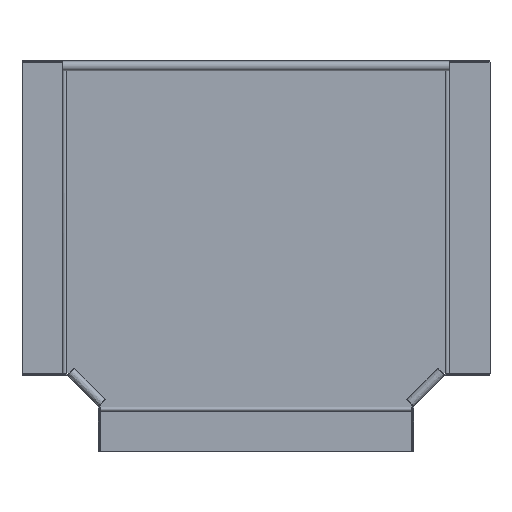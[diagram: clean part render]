
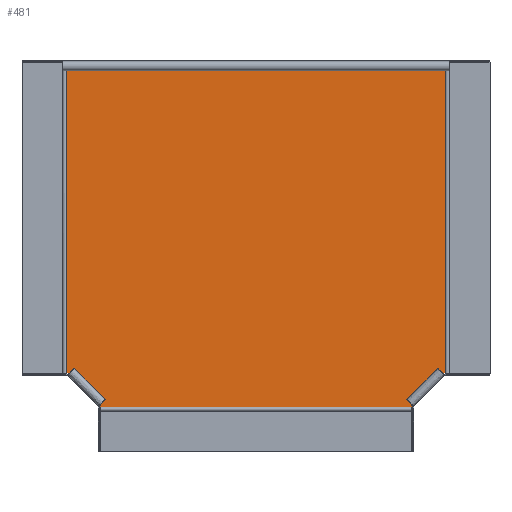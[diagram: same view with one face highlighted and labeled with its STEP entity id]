
A CAD part, top view. The second image highlights one B-rep face of the part: STEP entity #481.
In plain terms, the highlighted planar face has unit normal (0, 0, 1).
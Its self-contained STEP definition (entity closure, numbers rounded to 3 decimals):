
#481=ADVANCED_FACE('',(#939),#7304,.T.);
#939=FACE_OUTER_BOUND('',#1417,.T.);
#1417=EDGE_LOOP('',(#3658,#3659,#3660,#3661,#3662,#3663,#3664,#3665,#3666,
#3667));
#3658=ORIENTED_EDGE('',*,*,#4914,.F.);
#3659=ORIENTED_EDGE('',*,*,#4931,.T.);
#3660=ORIENTED_EDGE('',*,*,#4938,.F.);
#3661=ORIENTED_EDGE('',*,*,#4973,.F.);
#3662=ORIENTED_EDGE('',*,*,#4937,.F.);
#3663=ORIENTED_EDGE('',*,*,#4936,.F.);
#3664=ORIENTED_EDGE('',*,*,#4935,.F.);
#3665=ORIENTED_EDGE('',*,*,#4934,.F.);
#3666=ORIENTED_EDGE('',*,*,#4933,.F.);
#3667=ORIENTED_EDGE('',*,*,#4903,.F.);
#4903=EDGE_CURVE('',#6881,#6880,#5956,.T.);
#4914=EDGE_CURVE('',#6894,#6881,#5967,.T.);
#4931=EDGE_CURVE('',#6894,#6905,#5979,.T.);
#4933=EDGE_CURVE('',#6880,#6906,#5980,.T.);
#4934=EDGE_CURVE('',#6906,#6907,#5981,.T.);
#4935=EDGE_CURVE('',#6907,#6908,#5982,.T.);
#4936=EDGE_CURVE('',#6908,#6909,#5983,.T.);
#4937=EDGE_CURVE('',#6909,#6910,#5984,.T.);
#4938=EDGE_CURVE('',#6911,#6905,#5985,.T.);
#4973=EDGE_CURVE('',#6910,#6911,#6008,.T.);
#5956=B_SPLINE_CURVE_WITH_KNOTS('',1,(#18360,#18361),.UNSPECIFIED.,.F.,
 .F.,(2,2),(-58.053,0.),.UNSPECIFIED.);
#5967=B_SPLINE_CURVE_WITH_KNOTS('',1,(#18382,#18383),.UNSPECIFIED.,.F.,
 .F.,(2,2),(0.,1.972),.UNSPECIFIED.);
#5979=B_SPLINE_CURVE_WITH_KNOTS('',1,(#18425,#18426),.UNSPECIFIED.,.F.,
 .F.,(2,2),(-398.5,0.),.UNSPECIFIED.);
#5980=B_SPLINE_CURVE_WITH_KNOTS('',1,(#18430,#18431),.UNSPECIFIED.,.F.,
 .F.,(2,2),(0.,1.972),.UNSPECIFIED.);
#5981=B_SPLINE_CURVE_WITH_KNOTS('',1,(#18432,#18433),.UNSPECIFIED.,.F.,
 .F.,(2,2),(0.,398.5),.UNSPECIFIED.);
#5982=B_SPLINE_CURVE_WITH_KNOTS('',1,(#18434,#18435),.UNSPECIFIED.,.F.,
 .F.,(2,2),(-484.543,0.),.UNSPECIFIED.);
#5983=B_SPLINE_CURVE_WITH_KNOTS('',1,(#18436,#18437),.UNSPECIFIED.,.F.,
 .F.,(2,2),(0.,398.5),.UNSPECIFIED.);
#5984=B_SPLINE_CURVE_WITH_KNOTS('',1,(#18438,#18439),.UNSPECIFIED.,.F.,
 .F.,(2,2),(0.,1.972),.UNSPECIFIED.);
#5985=B_SPLINE_CURVE_WITH_KNOTS('',1,(#18440,#18441),.UNSPECIFIED.,.F.,
 .F.,(2,2),(0.,1.972),.UNSPECIFIED.);
#6008=B_SPLINE_CURVE_WITH_KNOTS('',1,(#18538,#18539),.UNSPECIFIED.,.F.,
 .F.,(2,2),(-58.053,0.),.UNSPECIFIED.);
#6880=VERTEX_POINT('',#18288);
#6881=VERTEX_POINT('',#18289);
#6894=VERTEX_POINT('',#18302);
#6905=VERTEX_POINT('',#18313);
#6906=VERTEX_POINT('',#18314);
#6907=VERTEX_POINT('',#18315);
#6908=VERTEX_POINT('',#18316);
#6909=VERTEX_POINT('',#18317);
#6910=VERTEX_POINT('',#18318);
#6911=VERTEX_POINT('',#18319);
#7304=PLANE('',#7719);
#7719=AXIS2_PLACEMENT_3D('',#18004,#8010,$);
#8010=DIRECTION('',(0.,0.,1.));
#18004=CARTESIAN_POINT('',(291.661,12.241,1.25));
#18288=CARTESIAN_POINT('',(-240.3,100.35,1.25));
#18289=CARTESIAN_POINT('',(-199.25,59.3,1.25));
#18302=CARTESIAN_POINT('',(-199.25,57.328,1.25));
#18313=CARTESIAN_POINT('',(199.25,57.328,1.25));
#18314=CARTESIAN_POINT('',(-242.272,100.35,1.25));
#18315=CARTESIAN_POINT('',(-242.272,498.85,1.25));
#18316=CARTESIAN_POINT('',(242.272,498.85,1.25));
#18317=CARTESIAN_POINT('',(242.272,100.35,1.25));
#18318=CARTESIAN_POINT('',(240.3,100.35,1.25));
#18319=CARTESIAN_POINT('',(199.25,59.3,1.25));
#18360=CARTESIAN_POINT('',(-199.25,59.3,1.25));
#18361=CARTESIAN_POINT('',(-240.3,100.35,1.25));
#18382=CARTESIAN_POINT('',(-199.25,57.328,1.25));
#18383=CARTESIAN_POINT('',(-199.25,59.3,1.25));
#18425=CARTESIAN_POINT('',(-199.25,57.328,1.25));
#18426=CARTESIAN_POINT('',(199.25,57.328,1.25));
#18430=CARTESIAN_POINT('',(-240.3,100.35,1.25));
#18431=CARTESIAN_POINT('',(-242.272,100.35,1.25));
#18432=CARTESIAN_POINT('',(-242.272,100.35,1.25));
#18433=CARTESIAN_POINT('',(-242.272,498.85,1.25));
#18434=CARTESIAN_POINT('',(-242.272,498.85,1.25));
#18435=CARTESIAN_POINT('',(242.272,498.85,1.25));
#18436=CARTESIAN_POINT('',(242.272,498.85,1.25));
#18437=CARTESIAN_POINT('',(242.272,100.35,1.25));
#18438=CARTESIAN_POINT('',(242.272,100.35,1.25));
#18439=CARTESIAN_POINT('',(240.3,100.35,1.25));
#18440=CARTESIAN_POINT('',(199.25,59.3,1.25));
#18441=CARTESIAN_POINT('',(199.25,57.328,1.25));
#18538=CARTESIAN_POINT('',(240.3,100.35,1.25));
#18539=CARTESIAN_POINT('',(199.25,59.3,1.25));
